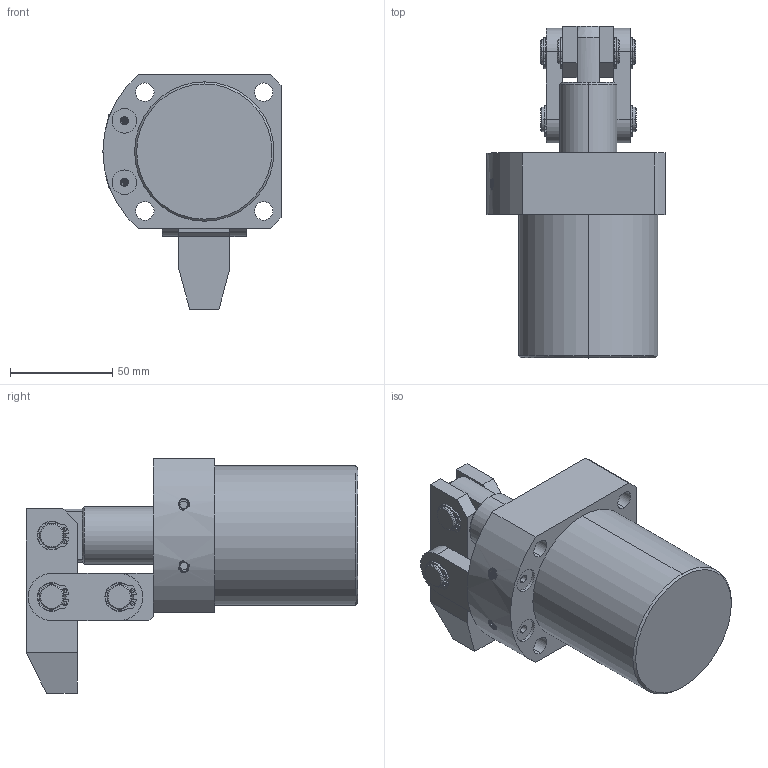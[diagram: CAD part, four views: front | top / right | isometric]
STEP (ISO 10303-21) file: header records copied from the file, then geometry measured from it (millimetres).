
FILE_DESCRIPTION (( 'STEP AP214' ), '1' );
FILE_NAME ('CHLC-FAM50L.STEP', '2019-04-16T03:22:20', ( '' ), ( '' ), 'SwSTEP 2.0', 'SolidWorks 2016', '' );
FILE_SCHEMA (( 'AUTOMOTIVE_DESIGN' ));
Length unit declared in the file: millimetre
Products named in the file (10): YAKUAI; M6LS; CHLC-50-09; CHLC-50-06; CHLC-50-04; CHLC-50-03; CHLC-50-02; CHLC-50-01; CHLC-FAM50-掛极; CHLC-FAM50L
Assembly tree (17 placements, depth 2):
  CHLC-FAM50L
    CHLC-FAM50-掛极
    CHLC-50-01
    CHLC-50-02
    CHLC-50-03  x2
    CHLC-50-04  x2
    CHLC-50-06  x6
    CHLC-50-09
    M6LS  x2
    YAKUAI
Bounding box: 87 x 162 x 114.5 mm (x, y, z)
Volume: 157713.5 mm3; surface area: 98440.3 mm2
Topology: 16 solids, 18 shells, 558 faces, 1459 edges, 956 vertices
Faces by surface type: cylinder 300, plane 137, cone 69, bspline 52
Entity records: 25234 total; most frequent: CARTESIAN_POINT 14553, ORIENTED_EDGE 1908, DIRECTION 1500, EDGE_CURVE 955, VERTEX_POINT 625, AXIS2_PLACEMENT_3D 583, EDGE_LOOP 415, B_SPLINE_CURVE_WITH_KNOTS 371
